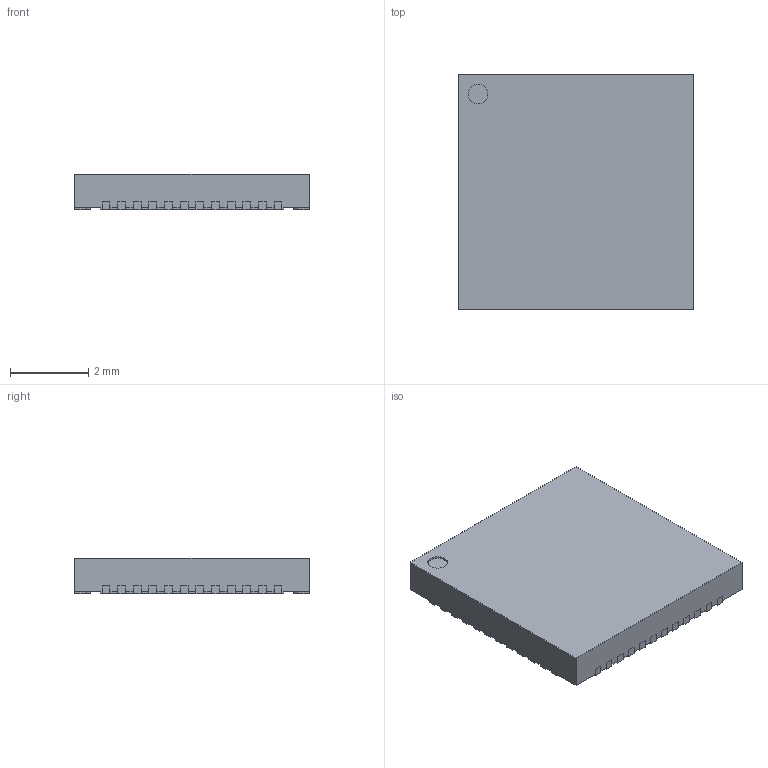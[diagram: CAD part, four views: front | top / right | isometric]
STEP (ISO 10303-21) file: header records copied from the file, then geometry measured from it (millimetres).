
FILE_DESCRIPTION((''),'2;1');
FILE_NAME('QFN40P600X600X90-49N-S470.stp','2014-03-05T10:18:13',(''),(''),'Mechanical Desktop 2011','Mechanical Desktop 2011',', , ');
FILE_SCHEMA(('AUTOMOTIVE_DESIGN { 1 2 10303 214 1 1 1 1 }'));
Length unit declared in the file: millimetre
Products named in the file (1): Product
Bounding box: 6 x 6 x 0.9 mm (x, y, z)
Volume: 31.9 mm3; surface area: 160.7 mm2
Topology: 50 solids, 50 shells, 495 faces, 1182 edges, 788 vertices
Faces by surface type: bspline 246, plane 199, cylinder 50
Entity records: 14839 total; most frequent: CARTESIAN_POINT 3876, ORIENTED_EDGE 2364, DIRECTION 1878, EDGE_CURVE 1182, VECTOR 986, LINE 986, VERTEX_POINT 788, EDGE_LOOP 496
